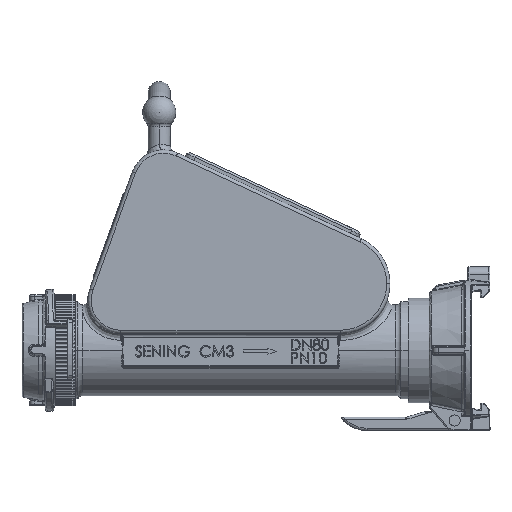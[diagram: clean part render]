
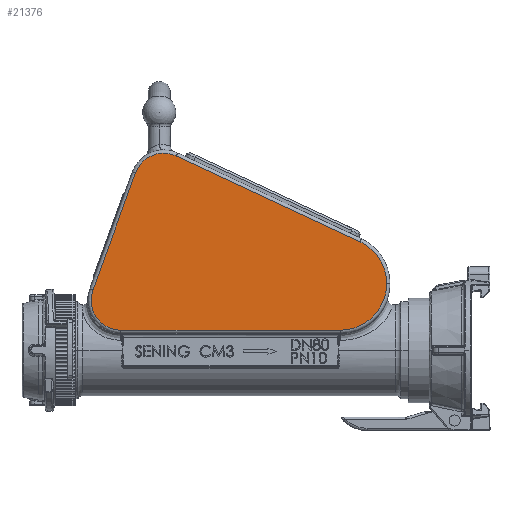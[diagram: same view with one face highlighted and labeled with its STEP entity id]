
A CAD part, top view. The second image highlights one B-rep face of the part: STEP entity #21376.
In plain terms, the highlighted planar face has unit normal (0, 0, 1).
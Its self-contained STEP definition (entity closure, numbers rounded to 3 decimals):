
#4391 = CIRCLE ( 'NONE', #76543, 42. ) ;
#5375 = CIRCLE ( 'NONE', #76639, 27. ) ;
#5407 = CIRCLE ( 'NONE', #76638, 42. ) ;
#5408 = LINE ( 'NONE', #15253, #5412 ) ;
#5412 = VECTOR ( 'NONE', #15273, 1000. ) ;
#5417 = VECTOR ( 'NONE', #15297, 1000. ) ;
#5423 = CIRCLE ( 'NONE', #76637, 27. ) ;
#5426 = LINE ( 'NONE', #15281, #5417 ) ;
#5790 = FACE_OUTER_BOUND ( 'NONE', #43079, .T. ) ;
#9893 = VERTEX_POINT ( 'NONE', #31754 ) ;
#10182 = VERTEX_POINT ( 'NONE', #31399 ) ;
#10804 = VERTEX_POINT ( 'NONE', #78729 ) ;
#10873 = VERTEX_POINT ( 'NONE', #79162 ) ;
#10955 = VERTEX_POINT ( 'NONE', #79098 ) ;
#11010 = VERTEX_POINT ( 'NONE', #80998 ) ;
#11030 = VERTEX_POINT ( 'NONE', #81035 ) ;
#11990 = CARTESIAN_POINT ( 'NONE',  ( 265.596, 60., 82.5 ) ) ;
#12017 = DIRECTION ( 'NONE',  ( 0., 0., 1. ) ) ;
#12019 = DIRECTION ( 'NONE',  ( 1., 0., 0. ) ) ;
#14327 = ORIENTED_EDGE ( 'NONE', *, *, #70871, .T. ) ;
#14358 = ORIENTED_EDGE ( 'NONE', *, *, #70712, .T. ) ;
#15196 = CARTESIAN_POINT ( 'NONE',  ( 67.422, 45., 82.5 ) ) ;
#15221 = DIRECTION ( 'NONE',  ( 0., 0., 1. ) ) ;
#15223 = DIRECTION ( 'NONE',  ( 1., 0., 0. ) ) ;
#15244 = CARTESIAN_POINT ( 'NONE',  ( 265.596, 60., 82.5 ) ) ;
#15253 = CARTESIAN_POINT ( 'NONE',  ( 42.05, 54.235, 82.5 ) ) ;
#15256 = DIRECTION ( 'NONE',  ( 0., 0., 1. ) ) ;
#15258 = DIRECTION ( 'NONE',  ( 1., 0., 0. ) ) ;
#15265 = CARTESIAN_POINT ( 'NONE',  ( 105.993, 150.975, 82.5 ) ) ;
#15273 = DIRECTION ( 'NONE',  ( -0.342, -0.94, 0. ) ) ;
#15281 = CARTESIAN_POINT ( 'NONE',  ( 67.422, 18., 82.5 ) ) ;
#15284 = DIRECTION ( 'NONE',  ( 0., 0., 1. ) ) ;
#15286 = DIRECTION ( 'NONE',  ( 1., 0., 0. ) ) ;
#15297 = DIRECTION ( 'NONE',  ( 1., 0., 0. ) ) ;
#15849 = ORIENTED_EDGE ( 'NONE', *, *, #61131, .T. ) ;
#15887 = ORIENTED_EDGE ( 'NONE', *, *, #70697, .T. ) ;
#16073 = ORIENTED_EDGE ( 'NONE', *, *, #70707, .T. ) ;
#16077 = ORIENTED_EDGE ( 'NONE', *, *, #70710, .T. ) ;
#16080 = ORIENTED_EDGE ( 'NONE', *, *, #70716, .T. ) ;
#16825 = CARTESIAN_POINT ( 'NONE',  ( 126.312, 171.291, 82.5 ) ) ;
#16827 = DIRECTION ( 'NONE',  ( -0.906, 0.423, 0. ) ) ;
#18629 = LINE ( 'NONE', #16825, #18630 ) ;
#18630 = VECTOR ( 'NONE', #16827, 1000. ) ;
#21376 = ADVANCED_FACE ( 'NONE', ( #5790 ), #60793, .T. ) ;
#31399 = CARTESIAN_POINT ( 'NONE',  ( 307.596, 60., 82.5 ) ) ;
#31754 = CARTESIAN_POINT ( 'NONE',  ( 117.404, 175.445, 82.5 ) ) ;
#43079 = EDGE_LOOP ( 'NONE', ( #16080, #15849, #16073, #14327, #14358, #16077, #15887 ) ) ;
#60658 = CARTESIAN_POINT ( 'NONE',  ( 67.422, 45., 82.5 ) ) ;
#60793 = PLANE ( 'NONE',  #86597 ) ;
#60805 = DIRECTION ( 'NONE',  ( 0., 0., 1. ) ) ;
#61131 = EDGE_CURVE ( 'NONE', #10873, #10182, #4391, .T. ) ;
#61167 = DIRECTION ( 'NONE',  ( -1., 0., 0. ) ) ;
#70697 = EDGE_CURVE ( 'NONE', #10955, #11030, #5375, .T. ) ;
#70707 = EDGE_CURVE ( 'NONE', #10182, #11010, #5407, .T. ) ;
#70710 = EDGE_CURVE ( 'NONE', #10804, #10955, #5408, .T. ) ;
#70712 = EDGE_CURVE ( 'NONE', #9893, #10804, #5423, .T. ) ;
#70716 = EDGE_CURVE ( 'NONE', #11030, #10873, #5426, .T. ) ;
#70871 = EDGE_CURVE ( 'NONE', #11010, #9893, #18629, .T. ) ;
#76543 = AXIS2_PLACEMENT_3D ( 'NONE', #11990, #12017, #12019 ) ;
#76637 = AXIS2_PLACEMENT_3D ( 'NONE', #15265, #15284, #15286 ) ;
#76638 = AXIS2_PLACEMENT_3D ( 'NONE', #15244, #15256, #15258 ) ;
#76639 = AXIS2_PLACEMENT_3D ( 'NONE', #15196, #15221, #15223 ) ;
#78729 = CARTESIAN_POINT ( 'NONE',  ( 80.622, 160.209, 82.5 ) ) ;
#79098 = CARTESIAN_POINT ( 'NONE',  ( 42.05, 54.235, 82.5 ) ) ;
#79162 = CARTESIAN_POINT ( 'NONE',  ( 265.596, 18., 82.5 ) ) ;
#80998 = CARTESIAN_POINT ( 'NONE',  ( 283.346, 98.065, 82.5 ) ) ;
#81035 = CARTESIAN_POINT ( 'NONE',  ( 67.422, 18., 82.5 ) ) ;
#86597 = AXIS2_PLACEMENT_3D ( 'NONE', #60658, #60805, #61167 ) ;
